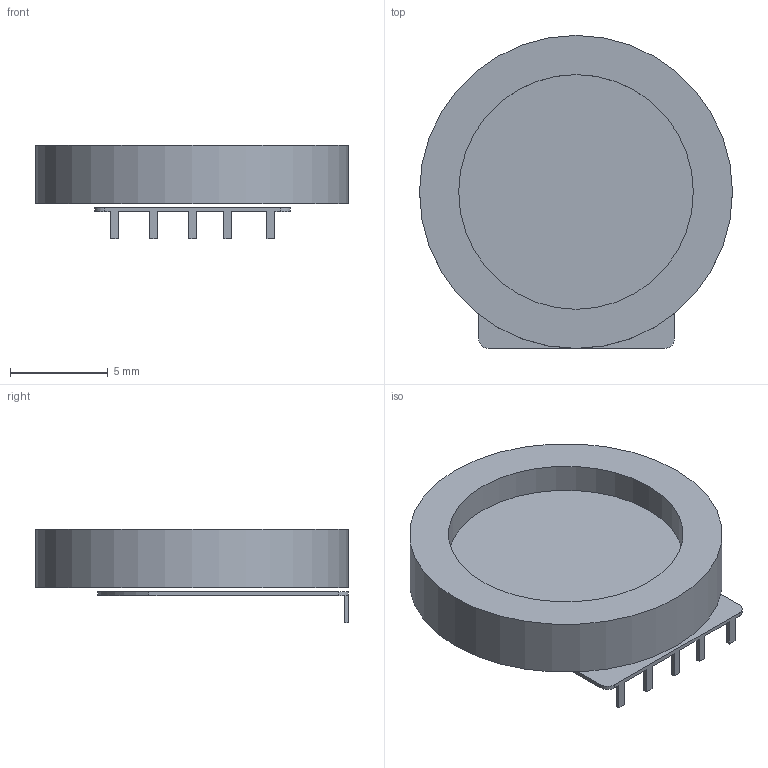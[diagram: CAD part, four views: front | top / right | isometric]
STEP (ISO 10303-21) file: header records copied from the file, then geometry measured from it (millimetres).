
FILE_DESCRIPTION(/* description */ (''),/* implementation_level */ '2;1');
FILE_NAME(/* name */ 'EVUTV2B19A14.step',/* time_stamp */ '2023-12-12T00:18:29Z',/* author */ (''),/* organization */ (''),/* preprocessor_version */ 'ST-DEVELOPER v20',/* originating_system */ 'Autodesk Translation Framework v12.14.0.127',/* authorisation */ '');
FILE_SCHEMA (('AUTOMOTIVE_DESIGN { 1 0 10303 214 3 1 1 }'));
Length unit declared in the file: millimetre
Products named in the file (1): wheelio
Bounding box: 16 x 16 x 4.8 mm (x, y, z)
Volume: 457.6 mm3; surface area: 861 mm2
Topology: 2 solids, 2 shells, 35 faces, 90 edges, 60 vertices
Faces by surface type: plane 30, cylinder 5
Full cylindrical faces by diameter (mm): 12 x1, 16 x1
Entity records: 1093 total; most frequent: CARTESIAN_POINT 186, ORIENTED_EDGE 180, DIRECTION 172, EDGE_CURVE 90, LINE 80, VECTOR 80, VERTEX_POINT 60, AXIS2_PLACEMENT_3D 46
